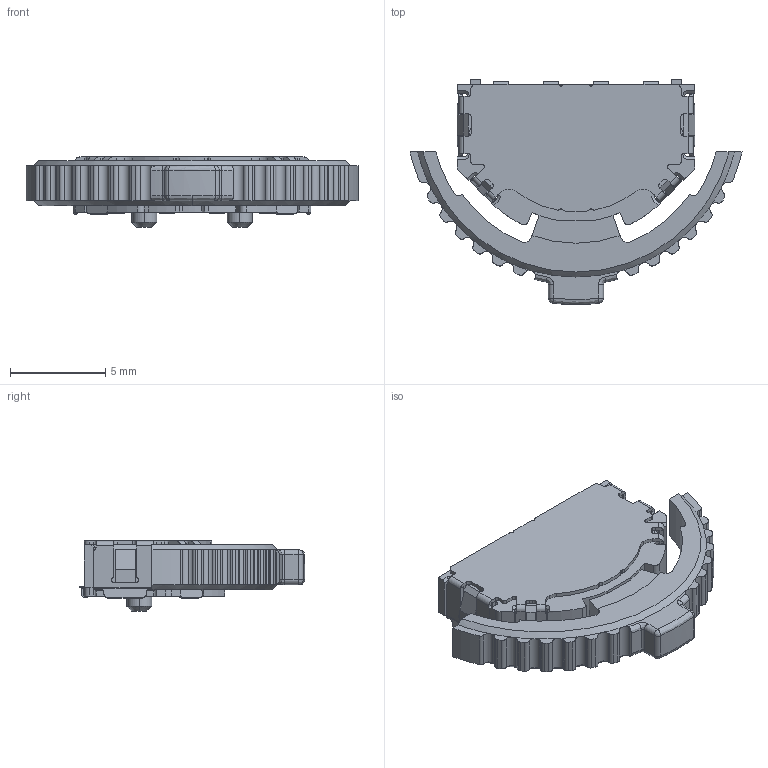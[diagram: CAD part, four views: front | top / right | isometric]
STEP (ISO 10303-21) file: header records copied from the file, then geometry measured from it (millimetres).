
FILE_DESCRIPTION (( 'STEP AP214' ), '1' );
FILE_NAME ('SLLB510100_SCALED.STEP', '2022-04-27T12:07:54', ( '' ), ( '' ), 'SwSTEP 2.0', 'SolidWorks 2021', '' );
FILE_SCHEMA (( 'AUTOMOTIVE_DESIGN' ));
Length unit declared in the file: millimetre
Products named in the file (1): SLLB510100_SCALED
Bounding box: 17.45 x 11.84 x 3.68 mm (x, y, z)
Volume: 314.6 mm3; surface area: 532 mm2
Topology: 1 solids, 1 shells, 631 faces, 1798 edges, 1153 vertices
Faces by surface type: plane 335, cylinder 259, bspline 19, cone 18
Entity records: 25722 total; most frequent: CARTESIAN_POINT 4202, ORIENTED_EDGE 3596, DIRECTION 3560, EDGE_CURVE 1798, AXIS2_PLACEMENT_3D 1231, VERTEX_POINT 1153, VECTOR 1098, LINE 1098
